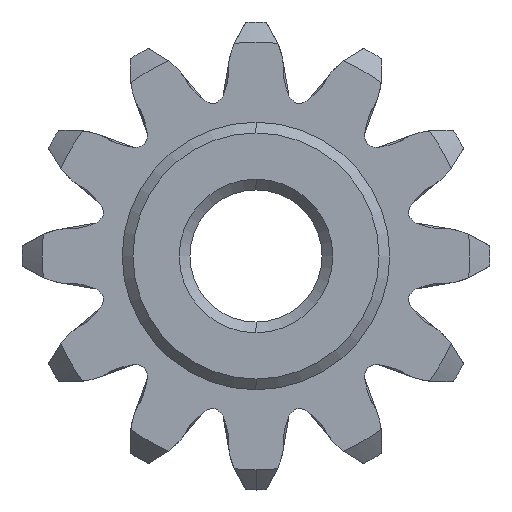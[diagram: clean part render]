
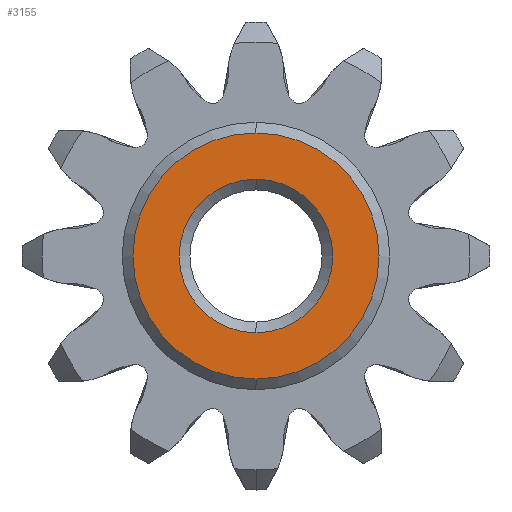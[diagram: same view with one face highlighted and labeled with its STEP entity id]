
A CAD part, left-side view. The second image highlights one B-rep face of the part: STEP entity #3155.
In plain terms, the highlighted planar face has unit normal (-1, 0, 0).
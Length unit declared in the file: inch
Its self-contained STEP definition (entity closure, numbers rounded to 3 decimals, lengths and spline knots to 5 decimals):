
#39 = CIRCLE ( 'NONE', #4324, 0.115 ) ;
#392 = EDGE_CURVE ( 'NONE', #3168, #2709, #541, .T. ) ;
#541 = CIRCLE ( 'NONE', #1612, 0.07175 ) ;
#1207 = EDGE_LOOP ( 'NONE', ( #3643, #2004 ) ) ;
#1249 = CARTESIAN_POINT ( 'NONE',  ( -0.375, 0., -0.115 ) ) ;
#1264 = FACE_BOUND ( 'NONE', #1207, .T. ) ;
#1539 = AXIS2_PLACEMENT_3D ( 'NONE', #1764, #4659, #5181 ) ;
#1557 = CARTESIAN_POINT ( 'NONE',  ( -0.375, 0., 0.115 ) ) ;
#1612 = AXIS2_PLACEMENT_3D ( 'NONE', #1939, #3180, #4452 ) ;
#1733 = ORIENTED_EDGE ( 'NONE', *, *, #4348, .T. ) ;
#1764 = CARTESIAN_POINT ( 'NONE',  ( -0.375, 0., 0. ) ) ;
#1796 = CARTESIAN_POINT ( 'NONE',  ( -0.375, 0.21453, 0.01227 ) ) ;
#1800 = DIRECTION ( 'NONE',  ( 0., 0., 1. ) ) ;
#1815 = CARTESIAN_POINT ( 'NONE',  ( -0.375, 0., 0. ) ) ;
#1939 = CARTESIAN_POINT ( 'NONE',  ( -0.375, 0., 0. ) ) ;
#2004 = ORIENTED_EDGE ( 'NONE', *, *, #392, .T. ) ;
#2008 = VERTEX_POINT ( 'NONE', #1249 ) ;
#2541 = PLANE ( 'NONE',  #3328 ) ;
#2636 = AXIS2_PLACEMENT_3D ( 'NONE', #4061, #5258, #4459 ) ;
#2709 = VERTEX_POINT ( 'NONE', #3494 ) ;
#2969 = EDGE_LOOP ( 'NONE', ( #1733, #4008 ) ) ;
#3016 = FACE_OUTER_BOUND ( 'NONE', #2969, .T. ) ;
#3034 = CARTESIAN_POINT ( 'NONE',  ( -0.375, 0., -0.07175 ) ) ;
#3155 = ADVANCED_FACE ( 'NONE', ( #1264, #3016 ), #2541, .T. ) ;
#3168 = VERTEX_POINT ( 'NONE', #3034 ) ;
#3180 = DIRECTION ( 'NONE',  ( 1., 0., 0. ) ) ;
#3328 = AXIS2_PLACEMENT_3D ( 'NONE', #1796, #3867, #3917 ) ;
#3494 = CARTESIAN_POINT ( 'NONE',  ( -0.375, 0., 0.07175 ) ) ;
#3643 = ORIENTED_EDGE ( 'NONE', *, *, #3872, .T. ) ;
#3867 = DIRECTION ( 'NONE',  ( -1., 0., 0. ) ) ;
#3872 = EDGE_CURVE ( 'NONE', #2709, #3168, #4507, .T. ) ;
#3917 = DIRECTION ( 'NONE',  ( 0., 0., 1. ) ) ;
#4008 = ORIENTED_EDGE ( 'NONE', *, *, #4955, .T. ) ;
#4061 = CARTESIAN_POINT ( 'NONE',  ( -0.375, 0., 0. ) ) ;
#4107 = CIRCLE ( 'NONE', #2636, 0.115 ) ;
#4324 = AXIS2_PLACEMENT_3D ( 'NONE', #1815, #4713, #1800 ) ;
#4348 = EDGE_CURVE ( 'NONE', #2008, #4585, #39, .T. ) ;
#4452 = DIRECTION ( 'NONE',  ( 0., 0., 1. ) ) ;
#4459 = DIRECTION ( 'NONE',  ( 0., 0., 1. ) ) ;
#4507 = CIRCLE ( 'NONE', #1539, 0.07175 ) ;
#4585 = VERTEX_POINT ( 'NONE', #1557 ) ;
#4659 = DIRECTION ( 'NONE',  ( 1., 0., 0. ) ) ;
#4713 = DIRECTION ( 'NONE',  ( -1., 0., 0. ) ) ;
#4955 = EDGE_CURVE ( 'NONE', #4585, #2008, #4107, .T. ) ;
#5181 = DIRECTION ( 'NONE',  ( 0., 0., 1. ) ) ;
#5258 = DIRECTION ( 'NONE',  ( -1., 0., 0. ) ) ;
